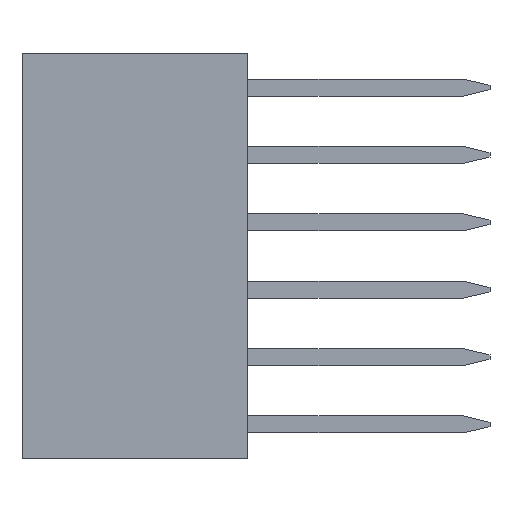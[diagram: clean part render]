
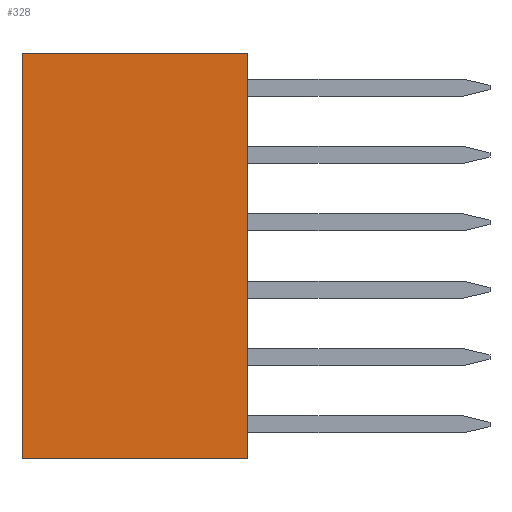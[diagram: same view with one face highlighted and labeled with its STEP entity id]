
A CAD part, left-side view. The second image highlights one B-rep face of the part: STEP entity #328.
In plain terms, the highlighted planar face has unit normal (-1, 0, 0).
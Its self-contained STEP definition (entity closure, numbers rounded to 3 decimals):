
#58 = CARTESIAN_POINT ( 'NONE',  ( 0., 0., 15.24 ) ) ;
#328 = ADVANCED_FACE ( 'NONE', ( #8585 ), #8559, .F. ) ;
#686 = EDGE_CURVE ( 'NONE', #5647, #5511, #8184, .T. ) ;
#741 = CARTESIAN_POINT ( 'NONE',  ( 0., 0., 0. ) ) ;
#906 = VERTEX_POINT ( 'NONE', #58 ) ;
#1112 = EDGE_LOOP ( 'NONE', ( #5022, #6518, #4070, #1829 ) ) ;
#1829 = ORIENTED_EDGE ( 'NONE', *, *, #3897, .T. ) ;
#2750 = LINE ( 'NONE', #5628, #8003 ) ;
#2924 = VECTOR ( 'NONE', #8717, 1000. ) ;
#3537 = LINE ( 'NONE', #6964, #7359 ) ;
#3746 = CARTESIAN_POINT ( 'NONE',  ( 0., -8.5, 2.54 ) ) ;
#3864 = DIRECTION ( 'NONE',  ( 1., 0., 0. ) ) ;
#3897 = EDGE_CURVE ( 'NONE', #906, #4147, #2750, .T. ) ;
#4001 = AXIS2_PLACEMENT_3D ( 'NONE', #8146, #3864, #8850 ) ;
#4070 = ORIENTED_EDGE ( 'NONE', *, *, #6004, .F. ) ;
#4147 = VERTEX_POINT ( 'NONE', #9179 ) ;
#4680 = VECTOR ( 'NONE', #5118, 1000. ) ;
#4807 = CARTESIAN_POINT ( 'NONE',  ( 0., -8.5, 0. ) ) ;
#4908 = LINE ( 'NONE', #741, #4680 ) ;
#5022 = ORIENTED_EDGE ( 'NONE', *, *, #5686, .T. ) ;
#5118 = DIRECTION ( 'NONE',  ( 0., -1., 0. ) ) ;
#5511 = VERTEX_POINT ( 'NONE', #4807 ) ;
#5571 = DIRECTION ( 'NONE',  ( 0., -1., 0. ) ) ;
#5628 = CARTESIAN_POINT ( 'NONE',  ( 0., 0., 2.54 ) ) ;
#5647 = VERTEX_POINT ( 'NONE', #8605 ) ;
#5686 = EDGE_CURVE ( 'NONE', #4147, #5511, #4908, .T. ) ;
#6004 = EDGE_CURVE ( 'NONE', #906, #5647, #3537, .T. ) ;
#6518 = ORIENTED_EDGE ( 'NONE', *, *, #686, .F. ) ;
#6964 = CARTESIAN_POINT ( 'NONE',  ( 0., 0., 15.24 ) ) ;
#7359 = VECTOR ( 'NONE', #5571, 1000. ) ;
#8003 = VECTOR ( 'NONE', #9205, 1000. ) ;
#8146 = CARTESIAN_POINT ( 'NONE',  ( 0., 0., 2.54 ) ) ;
#8184 = LINE ( 'NONE', #3746, #2924 ) ;
#8559 = PLANE ( 'NONE',  #4001 ) ;
#8585 = FACE_OUTER_BOUND ( 'NONE', #1112, .T. ) ;
#8605 = CARTESIAN_POINT ( 'NONE',  ( 0., -8.5, 15.24 ) ) ;
#8717 = DIRECTION ( 'NONE',  ( 0., 0., -1. ) ) ;
#8850 = DIRECTION ( 'NONE',  ( 0., 0., -1. ) ) ;
#9179 = CARTESIAN_POINT ( 'NONE',  ( 0., 0., 0. ) ) ;
#9205 = DIRECTION ( 'NONE',  ( 0., 0., -1. ) ) ;
